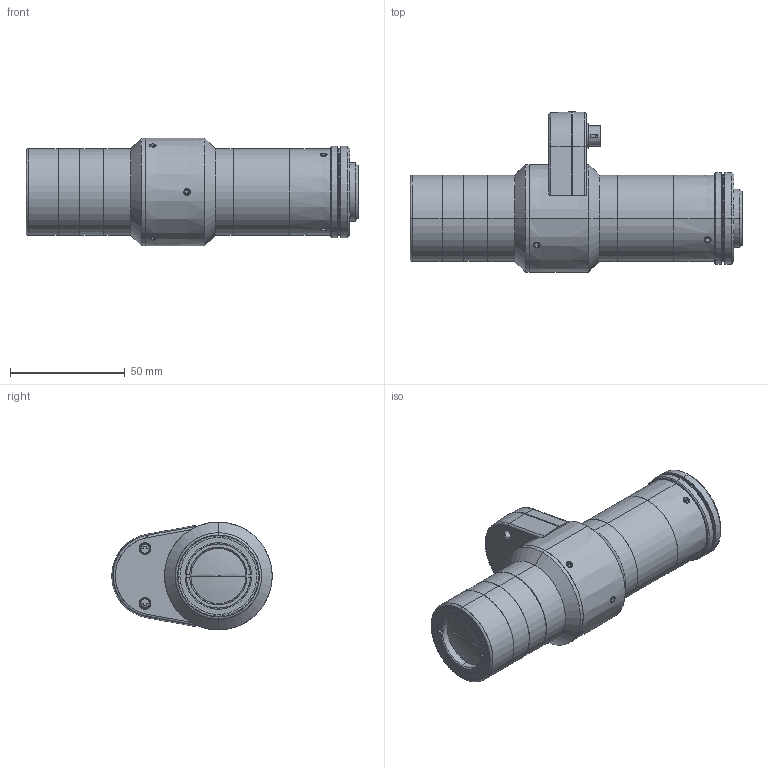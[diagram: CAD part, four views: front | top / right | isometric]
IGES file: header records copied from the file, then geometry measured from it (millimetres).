
Start section: SolidWorks IGES file using analytic representation for surfaces
Global section: file name: DP30287_TCEL150.igs; native system: SolidWorks 2021; preprocessor: SolidWorks 2021; author: lrizzotto; date: 211007.125702; units: millimetre
Bounding box: 144.9 x 70 x 47 mm (x, y, z)
Surface area: 32329.1 mm2 (no closed solid volume)
Topology: 0 solids, 0 shells, 270 faces, 4624 edges, 4622 vertices
Faces by surface type: revolution 141, bspline 129
